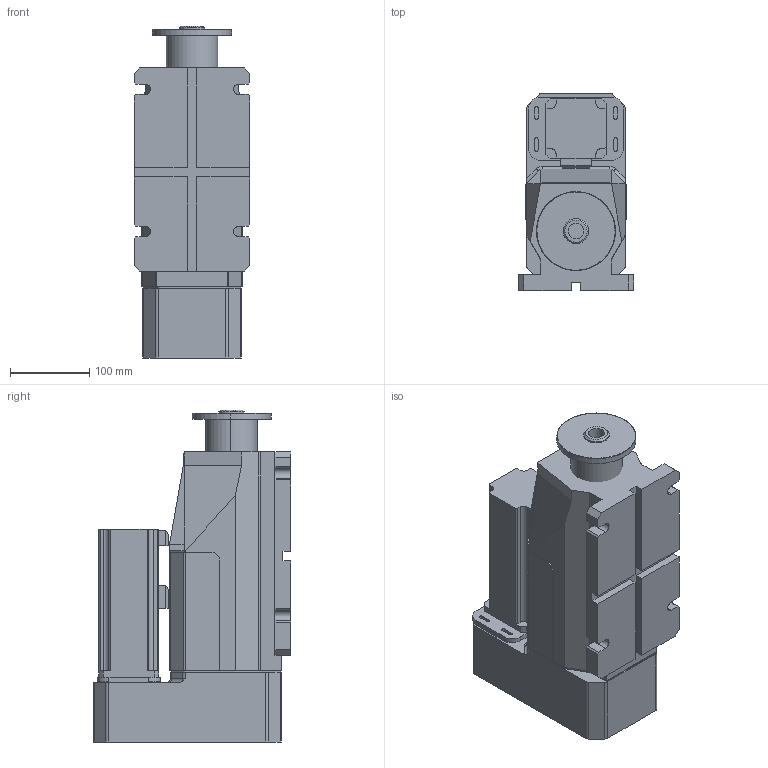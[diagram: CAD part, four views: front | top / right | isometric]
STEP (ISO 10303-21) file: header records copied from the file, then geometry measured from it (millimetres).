
FILE_DESCRIPTION (( 'STEP AP203' ), '1' );
FILE_NAME ('JPU-S1004外形図.STEP', '2007-05-30T04:56:51', ( '' ), ( '' ), 'SwSTEP 2.0', 'SolidWorks 2006104', '' );
FILE_SCHEMA (( 'CONFIG_CONTROL_DESIGN' ));
Length unit declared in the file: millimetre
Products named in the file (3): JPU-S1004_蹬怮椔; JPU-S1004外形図; 儔儉_棉太倌
Assembly tree (2 placements, depth 2):
  JPU-S1004外形図
    JPU-S1004_蹬怮椔
    儔儉_棉太倌
Bounding box: 146 x 250 x 420 mm (x, y, z)
Volume: 8429713.8 mm3; surface area: 390864.6 mm2
Topology: 2 solids, 2 shells, 268 faces, 717 edges, 468 vertices
Faces by surface type: plane 175, cylinder 85, bspline 6, cone 2
Entity records: 9006 total; most frequent: CARTESIAN_POINT 1886, ORIENTED_EDGE 1434, DIRECTION 1417, EDGE_CURVE 717, VECTOR 535, LINE 535, VERTEX_POINT 468, AXIS2_PLACEMENT_3D 441
